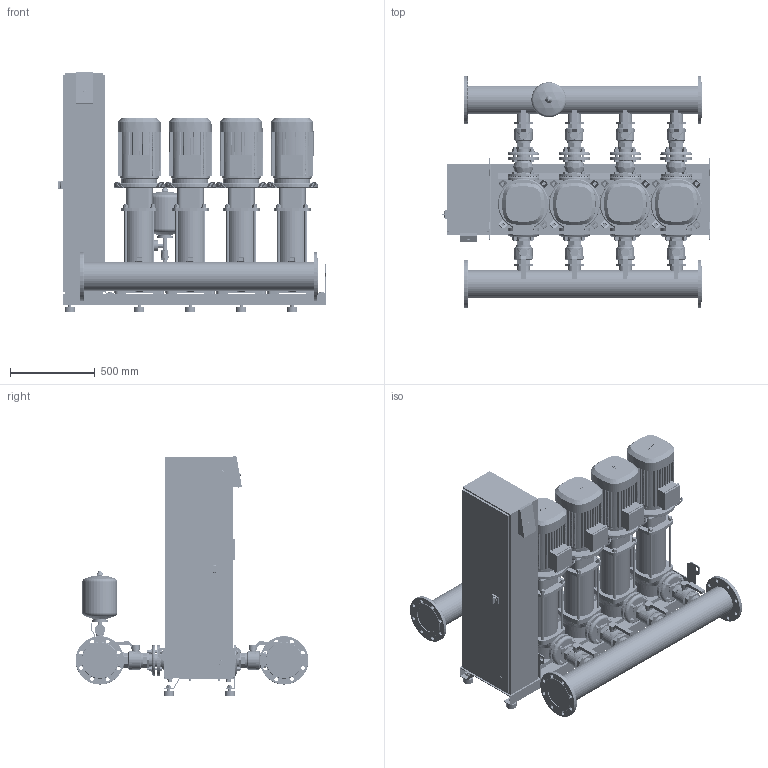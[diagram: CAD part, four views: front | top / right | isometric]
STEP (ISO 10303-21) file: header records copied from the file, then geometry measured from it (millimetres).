
FILE_DESCRIPTION((''),'2;1');
FILE_NAME('3d_SiBoostSmart4HELIXV3604_2-2540783.stp','2016-01-25T10:52:16',(''),(''),'Mechanical Desktop 2009','Mechanical Desktop 2009',', , ');
FILE_SCHEMA(('CONFIG_CONTROL_DESIGN'));
Length unit declared in the file: millimetre
Products named in the file (1): Product
Bounding box: 1580 x 1370 x 1413.4 mm (x, y, z)
Volume: 404010881.2 mm3; surface area: 20391193 mm2
Topology: 255 solids, 255 shells, 6172 faces, 15306 edges, 9976 vertices
Faces by surface type: plane 2299, bspline 2201, cylinder 1322, cone 254, torus 90, sphere 6
Entity records: 205003 total; most frequent: CARTESIAN_POINT 61288, ORIENTED_EDGE 30572, DIRECTION 28130, EDGE_CURVE 15286, VERTEX_POINT 9976, AXIS2_PLACEMENT_3D 9540, VECTOR 9050, LINE 9050
